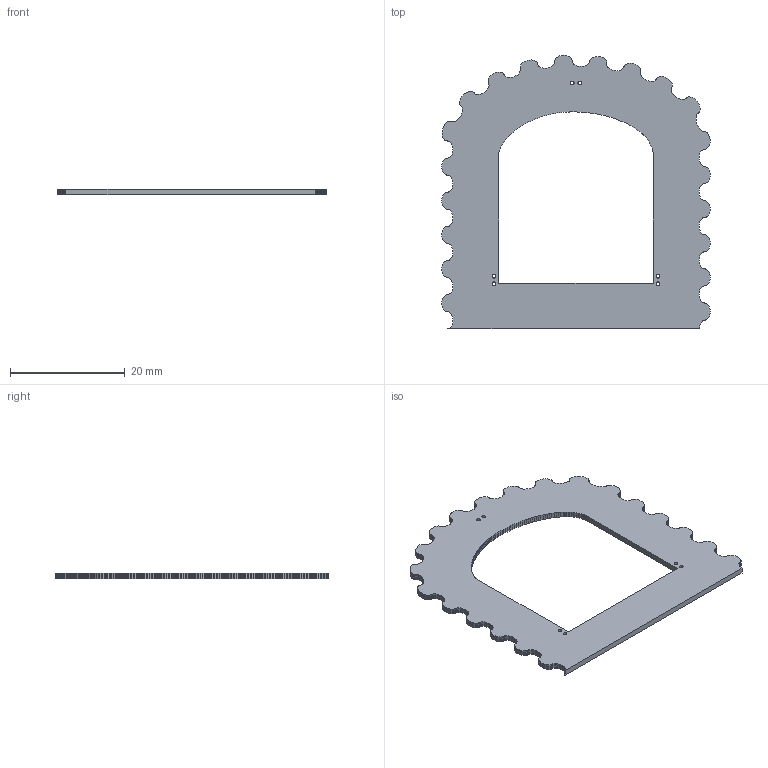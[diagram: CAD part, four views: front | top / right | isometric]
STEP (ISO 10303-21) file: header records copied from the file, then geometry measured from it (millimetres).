
FILE_DESCRIPTION(('FreeCAD Model'),'2;1');
FILE_NAME('blade-plate-hole.step','2020-05-13T22:44:57',('Author'),(''), 'Open CASCADE STEP processor 7.3','FreeCAD','Unknown');
FILE_SCHEMA(('AUTOMOTIVE_DESIGN { 1 0 10303 214 1 1 1 1 }'));
Length unit declared in the file: millimetre
Products named in the file (9): Pcb_e095; Local_CS_e095; blade-plate-outline; Board_Geoms_e095; PCB_Sketch_e095
Assembly tree (7 placements, depth 3):
  Pcb_e095
  Local_CS_e095
  blade-plate-outline
    Board_Geoms_e095
      Local_CS_e095
      Pcb_e095
      PCB_Sketch_e095
  Board_Geoms_e095
    Local_CS_e095
    Pcb_e095
    PCB_Sketch_e095
  PCB_Sketch_e095
Bounding box: 46.86 x 47.76 x 1 mm (x, y, z)
Surface area: 8188.6 mm2
Topology: 3 solids, 3 shells, 2658 faces, 10590 edges, 10572 vertices
Faces by surface type: plane 2640, cylinder 18
Full cylindrical faces by diameter (mm): 0.65 x18
Entity records: 70968 total; most frequent: CARTESIAN_POINT 15888, DIRECTION 10644, ORIENTED_EDGE 10608, LINE 7036, VECTOR 7036, EDGE_CURVE 5304, VERTEX_POINT 3536, AXIS2_PLACEMENT_3D 1804
